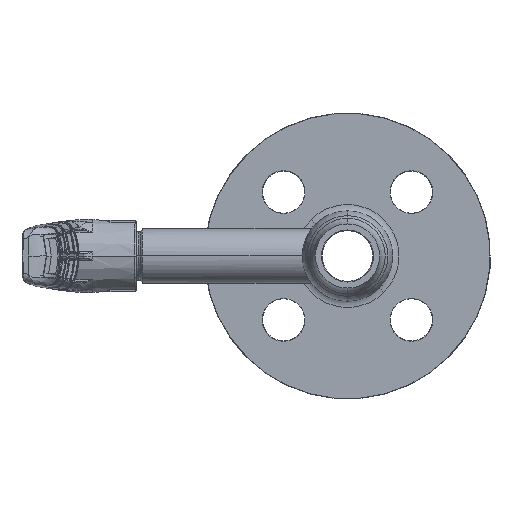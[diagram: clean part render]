
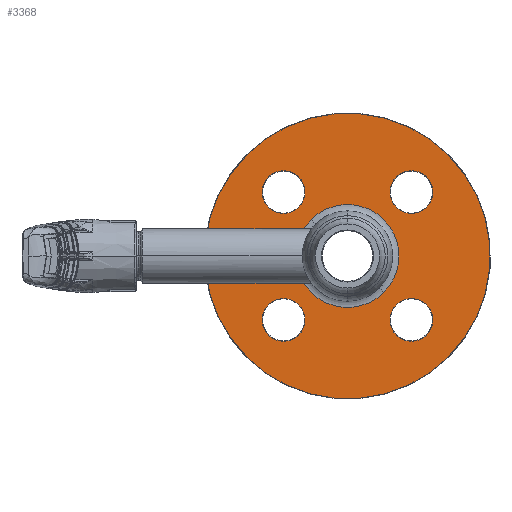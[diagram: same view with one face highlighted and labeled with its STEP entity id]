
A CAD part, left-side view. The second image highlights one B-rep face of the part: STEP entity #3368.
In plain terms, the highlighted planar face has unit normal (-1, 0, 0).
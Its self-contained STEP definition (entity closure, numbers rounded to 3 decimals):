
#238 = VERTEX_POINT ( 'NONE', #23953 ) ;
#1046 = EDGE_LOOP ( 'NONE', ( #12841, #45149 ) ) ;
#2304 = CARTESIAN_POINT ( 'NONE',  ( 49., 16.193, -26.234 ) ) ;
#2481 = CARTESIAN_POINT ( 'NONE',  ( 49., 0., 0. ) ) ;
#2586 = AXIS2_PLACEMENT_3D ( 'NONE', #34689, #34485, #24483 ) ;
#2909 = DIRECTION ( 'NONE',  ( 1., 0., 0. ) ) ;
#3368 = ADVANCED_FACE ( 'NONE', ( #50086, #18344, #58816, #35801, #60374, #10389 ), #31360, .F. ) ;
#4164 = DIRECTION ( 'NONE',  ( 1., 0., 0. ) ) ;
#4484 = DIRECTION ( 'NONE',  ( 0., 0.707, 0.707 ) ) ;
#5365 = AXIS2_PLACEMENT_3D ( 'NONE', #42735, #28080, #7421 ) ;
#5402 = DIRECTION ( 'NONE',  ( 0., 0.707, 0.707 ) ) ;
#5456 = EDGE_LOOP ( 'NONE', ( #10435, #13554 ) ) ;
#5554 = CARTESIAN_POINT ( 'NONE',  ( 49., -33.517, -33.517 ) ) ;
#5564 = ORIENTED_EDGE ( 'NONE', *, *, #7637, .T. ) ;
#5792 = EDGE_LOOP ( 'NONE', ( #28861, #62033 ) ) ;
#6565 = CARTESIAN_POINT ( 'NONE',  ( 49., -16.193, 26.234 ) ) ;
#7164 = AXIS2_PLACEMENT_3D ( 'NONE', #25400, #26049, #5402 ) ;
#7421 = DIRECTION ( 'NONE',  ( 0., 0.707, 0.707 ) ) ;
#7531 = CARTESIAN_POINT ( 'NONE',  ( 49., 0., 0. ) ) ;
#7548 = DIRECTION ( 'NONE',  ( 0., 0.707, 0.707 ) ) ;
#7637 = EDGE_CURVE ( 'NONE', #61177, #238, #9588, .T. ) ;
#7874 = VERTEX_POINT ( 'NONE', #45251 ) ;
#8234 = CARTESIAN_POINT ( 'NONE',  ( 49., 0., 0. ) ) ;
#8420 = DIRECTION ( 'NONE',  ( 1., 0., 0. ) ) ;
#8799 = CARTESIAN_POINT ( 'NONE',  ( 49., -12.091, -12.091 ) ) ;
#9553 = AXIS2_PLACEMENT_3D ( 'NONE', #36625, #16247, #57464 ) ;
#9588 = CIRCLE ( 'NONE', #19162, 7.1 ) ;
#10357 = EDGE_LOOP ( 'NONE', ( #28528, #41324 ) ) ;
#10389 = FACE_BOUND ( 'NONE', #10357, .T. ) ;
#10422 = DIRECTION ( 'NONE',  ( 1., 0., 0. ) ) ;
#10435 = ORIENTED_EDGE ( 'NONE', *, *, #31951, .T. ) ;
#12661 = DIRECTION ( 'NONE',  ( 1., 0., 0. ) ) ;
#12841 = ORIENTED_EDGE ( 'NONE', *, *, #16685, .T. ) ;
#13123 = AXIS2_PLACEMENT_3D ( 'NONE', #29462, #4164, #54101 ) ;
#13511 = CARTESIAN_POINT ( 'NONE',  ( 49., 26.234, -16.193 ) ) ;
#13554 = ORIENTED_EDGE ( 'NONE', *, *, #33837, .T. ) ;
#14963 = CIRCLE ( 'NONE', #5365, 7.1 ) ;
#16247 = DIRECTION ( 'NONE',  ( 1., 0., 0. ) ) ;
#16685 = EDGE_CURVE ( 'NONE', #32819, #44036, #64042, .T. ) ;
#17811 = CIRCLE ( 'NONE', #2586, 47.4 ) ;
#18344 = FACE_BOUND ( 'NONE', #5456, .T. ) ;
#19162 = AXIS2_PLACEMENT_3D ( 'NONE', #33302, #2909, #7548 ) ;
#19998 = CIRCLE ( 'NONE', #32673, 7.1 ) ;
#20660 = CARTESIAN_POINT ( 'NONE',  ( 49., 26.234, 26.234 ) ) ;
#20667 = AXIS2_PLACEMENT_3D ( 'NONE', #2481, #23761, #32899 ) ;
#23761 = DIRECTION ( 'NONE',  ( -1., 0., 0. ) ) ;
#23953 = CARTESIAN_POINT ( 'NONE',  ( 49., -26.234, 16.193 ) ) ;
#24220 = VERTEX_POINT ( 'NONE', #54278 ) ;
#24483 = DIRECTION ( 'NONE',  ( 0., 0.707, 0.707 ) ) ;
#25093 = DIRECTION ( 'NONE',  ( 0., 0.707, 0.707 ) ) ;
#25400 = CARTESIAN_POINT ( 'NONE',  ( 49., -12.091, 12.091 ) ) ;
#26049 = DIRECTION ( 'NONE',  ( 1., 0., 0. ) ) ;
#26802 = EDGE_CURVE ( 'NONE', #44036, #32819, #17811, .T. ) ;
#26935 = DIRECTION ( 'NONE',  ( 0., 0.707, 0.707 ) ) ;
#28060 = VERTEX_POINT ( 'NONE', #46418 ) ;
#28080 = DIRECTION ( 'NONE',  ( 1., 0., 0. ) ) ;
#28528 = ORIENTED_EDGE ( 'NONE', *, *, #36694, .T. ) ;
#28861 = ORIENTED_EDGE ( 'NONE', *, *, #43916, .T. ) ;
#29070 = CARTESIAN_POINT ( 'NONE',  ( 49., 21.213, 21.213 ) ) ;
#29462 = CARTESIAN_POINT ( 'NONE',  ( 49., -21.213, 21.213 ) ) ;
#29966 = CIRCLE ( 'NONE', #63093, 7.1 ) ;
#30617 = CARTESIAN_POINT ( 'NONE',  ( 49., -21.213, -21.213 ) ) ;
#30701 = EDGE_CURVE ( 'NONE', #65795, #24220, #59835, .T. ) ;
#31360 = PLANE ( 'NONE',  #7164 ) ;
#31587 = DIRECTION ( 'NONE',  ( 1., 0., 0. ) ) ;
#31951 = EDGE_CURVE ( 'NONE', #57888, #36393, #46928, .T. ) ;
#32673 = AXIS2_PLACEMENT_3D ( 'NONE', #46262, #31587, #26935 ) ;
#32819 = VERTEX_POINT ( 'NONE', #53904 ) ;
#32899 = DIRECTION ( 'NONE',  ( 0., 0.707, 0.707 ) ) ;
#33302 = CARTESIAN_POINT ( 'NONE',  ( 49., -21.213, 21.213 ) ) ;
#33837 = EDGE_CURVE ( 'NONE', #36393, #57888, #14963, .T. ) ;
#34485 = DIRECTION ( 'NONE',  ( -1., 0., 0. ) ) ;
#34689 = CARTESIAN_POINT ( 'NONE',  ( 49., 0., 0. ) ) ;
#34888 = DIRECTION ( 'NONE',  ( 1., 0., 0. ) ) ;
#35801 = FACE_BOUND ( 'NONE', #39312, .T. ) ;
#36393 = VERTEX_POINT ( 'NONE', #13511 ) ;
#36625 = CARTESIAN_POINT ( 'NONE',  ( 49., 21.213, -21.213 ) ) ;
#36694 = EDGE_CURVE ( 'NONE', #24220, #65795, #62246, .T. ) ;
#37099 = CIRCLE ( 'NONE', #38789, 7.1 ) ;
#37360 = ORIENTED_EDGE ( 'NONE', *, *, #41196, .T. ) ;
#37519 = DIRECTION ( 'NONE',  ( 1., 0., 0. ) ) ;
#38026 = CIRCLE ( 'NONE', #13123, 7.1 ) ;
#38789 = AXIS2_PLACEMENT_3D ( 'NONE', #55308, #34888, #4484 ) ;
#39183 = VERTEX_POINT ( 'NONE', #20660 ) ;
#39312 = EDGE_LOOP ( 'NONE', ( #63623, #5564 ) ) ;
#41196 = EDGE_CURVE ( 'NONE', #39183, #7874, #19998, .T. ) ;
#41324 = ORIENTED_EDGE ( 'NONE', *, *, #30701, .T. ) ;
#42171 = DIRECTION ( 'NONE',  ( 0., 0.707, 0.707 ) ) ;
#42735 = CARTESIAN_POINT ( 'NONE',  ( 49., 21.213, -21.213 ) ) ;
#43916 = EDGE_CURVE ( 'NONE', #52588, #28060, #37099, .T. ) ;
#43919 = AXIS2_PLACEMENT_3D ( 'NONE', #29070, #8420, #64252 ) ;
#44036 = VERTEX_POINT ( 'NONE', #5554 ) ;
#44841 = ORIENTED_EDGE ( 'NONE', *, *, #64236, .T. ) ;
#45149 = ORIENTED_EDGE ( 'NONE', *, *, #26802, .T. ) ;
#45251 = CARTESIAN_POINT ( 'NONE',  ( 49., 16.193, 16.193 ) ) ;
#46262 = CARTESIAN_POINT ( 'NONE',  ( 49., 21.213, 21.213 ) ) ;
#46418 = CARTESIAN_POINT ( 'NONE',  ( 49., -16.193, -16.193 ) ) ;
#46928 = CIRCLE ( 'NONE', #9553, 7.1 ) ;
#50086 = FACE_BOUND ( 'NONE', #5792, .T. ) ;
#50774 = EDGE_CURVE ( 'NONE', #238, #61177, #38026, .T. ) ;
#52588 = VERTEX_POINT ( 'NONE', #53148 ) ;
#52591 = DIRECTION ( 'NONE',  ( 0., 0.707, 0.707 ) ) ;
#53148 = CARTESIAN_POINT ( 'NONE',  ( 49., -26.234, -26.234 ) ) ;
#53904 = CARTESIAN_POINT ( 'NONE',  ( 49., 33.517, 33.517 ) ) ;
#54101 = DIRECTION ( 'NONE',  ( 0., 0.707, 0.707 ) ) ;
#54278 = CARTESIAN_POINT ( 'NONE',  ( 49., 12.091, 12.091 ) ) ;
#55308 = CARTESIAN_POINT ( 'NONE',  ( 49., -21.213, -21.213 ) ) ;
#56144 = AXIS2_PLACEMENT_3D ( 'NONE', #8234, #37519, #52591 ) ;
#57464 = DIRECTION ( 'NONE',  ( 0., 0.707, 0.707 ) ) ;
#57888 = VERTEX_POINT ( 'NONE', #2304 ) ;
#57941 = AXIS2_PLACEMENT_3D ( 'NONE', #7531, #12661, #42171 ) ;
#58816 = FACE_BOUND ( 'NONE', #63436, .T. ) ;
#58842 = EDGE_CURVE ( 'NONE', #28060, #52588, #29966, .T. ) ;
#59835 = CIRCLE ( 'NONE', #57941, 17.1 ) ;
#60374 = FACE_OUTER_BOUND ( 'NONE', #1046, .T. ) ;
#61177 = VERTEX_POINT ( 'NONE', #6565 ) ;
#62033 = ORIENTED_EDGE ( 'NONE', *, *, #58842, .T. ) ;
#62246 = CIRCLE ( 'NONE', #56144, 17.1 ) ;
#63093 = AXIS2_PLACEMENT_3D ( 'NONE', #30617, #10422, #25093 ) ;
#63436 = EDGE_LOOP ( 'NONE', ( #44841, #37360 ) ) ;
#63623 = ORIENTED_EDGE ( 'NONE', *, *, #50774, .T. ) ;
#64042 = CIRCLE ( 'NONE', #20667, 47.4 ) ;
#64081 = CIRCLE ( 'NONE', #43919, 7.1 ) ;
#64236 = EDGE_CURVE ( 'NONE', #7874, #39183, #64081, .T. ) ;
#64252 = DIRECTION ( 'NONE',  ( 0., 0.707, 0.707 ) ) ;
#65795 = VERTEX_POINT ( 'NONE', #8799 ) ;
